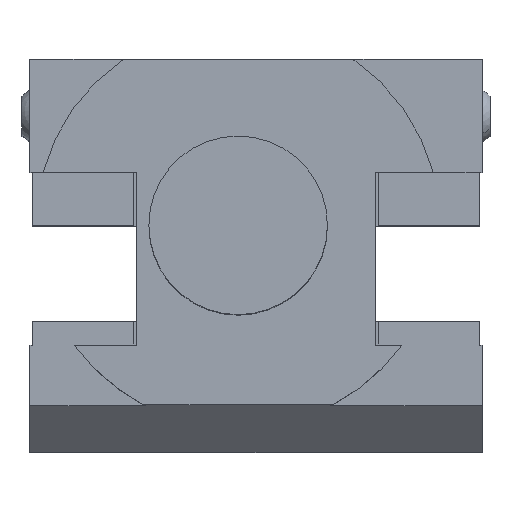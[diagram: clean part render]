
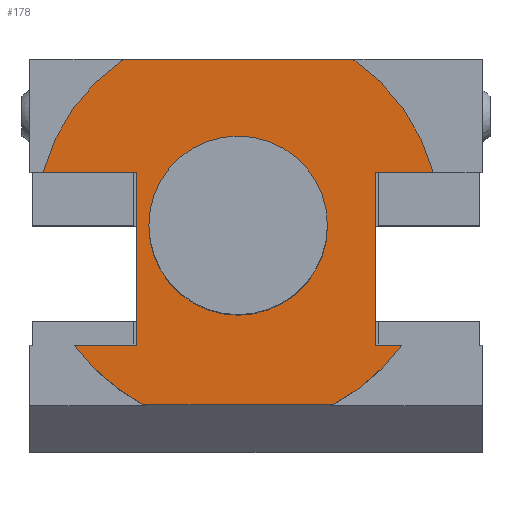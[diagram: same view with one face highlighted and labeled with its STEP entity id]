
A CAD part, top view. The second image highlights one B-rep face of the part: STEP entity #178.
In plain terms, the highlighted planar face has unit normal (0, 0, 1).
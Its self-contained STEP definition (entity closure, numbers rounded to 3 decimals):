
#119=CIRCLE('',#1310,15.);
#121=CIRCLE('',#1314,15.);
#122=CIRCLE('',#1335,34.);
#123=CIRCLE('',#1336,34.);
#124=CIRCLE('',#1337,34.);
#125=CIRCLE('',#1338,34.);
#178=ADVANCED_FACE('',(#280,#281),#244,.T.);
#244=PLANE('',#1339);
#280=FACE_BOUND('',#315,.T.);
#281=FACE_BOUND('',#316,.T.);
#315=EDGE_LOOP('',(#502,#503));
#316=EDGE_LOOP('',(#504,#505,#506,#507,#508,#509,#510,#511,#512,#513,#514,
#515));
#502=ORIENTED_EDGE('',*,*,#877,.F.);
#503=ORIENTED_EDGE('',*,*,#875,.F.);
#504=ORIENTED_EDGE('',*,*,#852,.T.);
#505=ORIENTED_EDGE('',*,*,#920,.T.);
#506=ORIENTED_EDGE('',*,*,#921,.T.);
#507=ORIENTED_EDGE('',*,*,#922,.T.);
#508=ORIENTED_EDGE('',*,*,#856,.T.);
#509=ORIENTED_EDGE('',*,*,#923,.F.);
#510=ORIENTED_EDGE('',*,*,#842,.T.);
#511=ORIENTED_EDGE('',*,*,#924,.T.);
#512=ORIENTED_EDGE('',*,*,#925,.F.);
#513=ORIENTED_EDGE('',*,*,#926,.T.);
#514=ORIENTED_EDGE('',*,*,#846,.T.);
#515=ORIENTED_EDGE('',*,*,#927,.T.);
#728=VERTEX_POINT('',#1811);
#729=VERTEX_POINT('',#1813);
#732=VERTEX_POINT('',#1819);
#733=VERTEX_POINT('',#1821);
#738=VERTEX_POINT('',#1832);
#739=VERTEX_POINT('',#1834);
#742=VERTEX_POINT('',#1840);
#743=VERTEX_POINT('',#1842);
#758=VERTEX_POINT('',#1874);
#761=VERTEX_POINT('',#1879);
#789=VERTEX_POINT('',#1975);
#790=VERTEX_POINT('',#1977);
#791=VERTEX_POINT('',#1981);
#792=VERTEX_POINT('',#1983);
#842=EDGE_CURVE('',#729,#728,#1015,.T.);
#846=EDGE_CURVE('',#733,#732,#1019,.T.);
#852=EDGE_CURVE('',#739,#738,#1025,.T.);
#856=EDGE_CURVE('',#743,#742,#1029,.T.);
#875=EDGE_CURVE('',#761,#758,#119,.T.);
#877=EDGE_CURVE('',#758,#761,#121,.T.);
#920=EDGE_CURVE('',#738,#789,#122,.T.);
#921=EDGE_CURVE('',#789,#790,#1089,.T.);
#922=EDGE_CURVE('',#790,#743,#123,.T.);
#923=EDGE_CURVE('',#729,#742,#1090,.T.);
#924=EDGE_CURVE('',#728,#791,#124,.T.);
#925=EDGE_CURVE('',#792,#791,#1091,.T.);
#926=EDGE_CURVE('',#792,#733,#125,.T.);
#927=EDGE_CURVE('',#732,#739,#1092,.T.);
#1015=LINE('',#1812,#1150);
#1019=LINE('',#1820,#1154);
#1025=LINE('',#1833,#1160);
#1029=LINE('',#1841,#1164);
#1089=LINE('',#1976,#1224);
#1090=LINE('',#1979,#1225);
#1091=LINE('',#1982,#1226);
#1092=LINE('',#1985,#1227);
#1150=VECTOR('',#1443,1.);
#1154=VECTOR('',#1447,1.);
#1160=VECTOR('',#1455,1.);
#1164=VECTOR('',#1459,1.);
#1224=VECTOR('',#1575,1.);
#1225=VECTOR('',#1578,1.);
#1226=VECTOR('',#1581,1.);
#1227=VECTOR('',#1584,1.);
#1310=AXIS2_PLACEMENT_3D('',#1880,#1481,#1482);
#1314=AXIS2_PLACEMENT_3D('',#1884,#1489,#1490);
#1335=AXIS2_PLACEMENT_3D('',#1974,#1573,#1574);
#1336=AXIS2_PLACEMENT_3D('',#1978,#1576,#1577);
#1337=AXIS2_PLACEMENT_3D('',#1980,#1579,#1580);
#1338=AXIS2_PLACEMENT_3D('',#1984,#1582,#1583);
#1339=AXIS2_PLACEMENT_3D('',#1986,#1585,#1586);
#1443=DIRECTION('',(-1.,0.,0.));
#1447=DIRECTION('',(-1.,0.,0.));
#1455=DIRECTION('',(1.,0.,0.));
#1459=DIRECTION('',(1.,0.,0.));
#1481=DIRECTION('',(0.,0.,1.));
#1482=DIRECTION('',(1.,0.,0.));
#1489=DIRECTION('',(0.,0.,1.));
#1490=DIRECTION('',(1.,0.,0.));
#1573=DIRECTION('',(0.,0.,1.));
#1574=DIRECTION('',(1.,0.,0.));
#1575=DIRECTION('',(-1.,0.,0.));
#1576=DIRECTION('',(0.,0.,1.));
#1577=DIRECTION('',(1.,0.,0.));
#1578=DIRECTION('',(0.,1.,0.));
#1579=DIRECTION('',(0.,0.,1.));
#1580=DIRECTION('',(1.,0.,0.));
#1581=DIRECTION('',(-1.,0.,0.));
#1582=DIRECTION('',(0.,0.,1.));
#1583=DIRECTION('',(1.,0.,0.));
#1584=DIRECTION('',(0.,1.,0.));
#1585=DIRECTION('',(0.,0.,1.));
#1586=DIRECTION('',(-1.,0.,0.));
#1811=CARTESIAN_POINT('',(-27.495,-20.,0.));
#1812=CARTESIAN_POINT('',(-17.,-20.,0.));
#1813=CARTESIAN_POINT('',(-17.,-20.,0.));
#1819=CARTESIAN_POINT('',(23.,-20.,0.));
#1820=CARTESIAN_POINT('',(41.,-20.,0.));
#1821=CARTESIAN_POINT('',(27.495,-20.,0.));
#1832=CARTESIAN_POINT('',(32.787,9.,0.));
#1833=CARTESIAN_POINT('',(3.,9.,0.));
#1834=CARTESIAN_POINT('',(23.,9.,0.));
#1840=CARTESIAN_POINT('',(-17.,9.,0.));
#1841=CARTESIAN_POINT('',(41.001,9.,0.));
#1842=CARTESIAN_POINT('',(-32.787,9.,0.));
#1874=CARTESIAN_POINT('',(-15.,0.,0.));
#1879=CARTESIAN_POINT('',(15.,0.,0.));
#1880=CARTESIAN_POINT('',(0.,0.,0.));
#1884=CARTESIAN_POINT('',(0.,0.,0.));
#1974=CARTESIAN_POINT('',(0.,0.,0.));
#1975=CARTESIAN_POINT('',(19.287,28.,0.));
#1976=CARTESIAN_POINT('',(41.,28.,0.));
#1977=CARTESIAN_POINT('',(-19.287,28.,0.));
#1978=CARTESIAN_POINT('',(0.,0.,0.));
#1979=CARTESIAN_POINT('',(-17.,-5.,0.));
#1980=CARTESIAN_POINT('',(0.,0.,0.));
#1981=CARTESIAN_POINT('',(-16.,-30.,0.));
#1982=CARTESIAN_POINT('',(41.001,-30.,0.));
#1983=CARTESIAN_POINT('',(16.,-30.,0.));
#1984=CARTESIAN_POINT('',(0.,0.,0.));
#1985=CARTESIAN_POINT('',(23.,9.,0.));
#1986=CARTESIAN_POINT('',(3.,-5.,0.));
